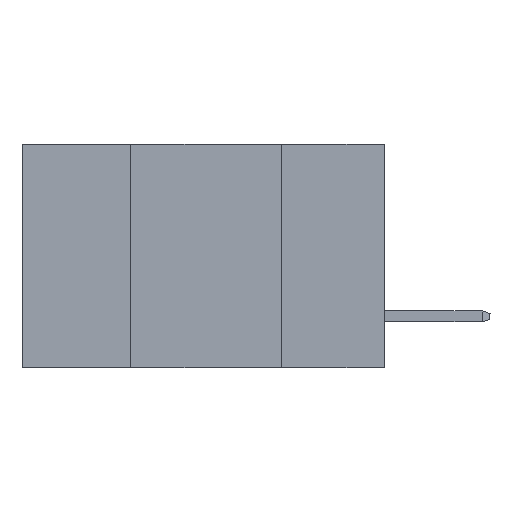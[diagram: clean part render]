
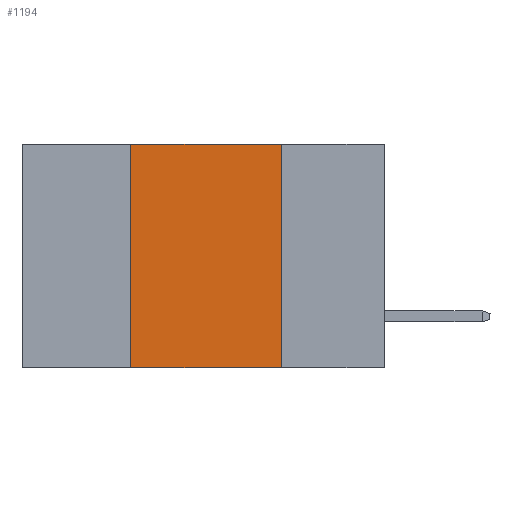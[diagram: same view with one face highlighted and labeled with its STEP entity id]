
A CAD part, left-side view. The second image highlights one B-rep face of the part: STEP entity #1194.
In plain terms, the highlighted planar face has unit normal (-1, 0, 0).
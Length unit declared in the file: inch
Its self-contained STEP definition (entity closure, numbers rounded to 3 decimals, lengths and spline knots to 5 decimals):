
#486 = CARTESIAN_POINT ( 'NONE',  ( 0., 0.6, 0. ) ) ;
#947 = VERTEX_POINT ( 'NONE', #13272 ) ;
#1186 = CARTESIAN_POINT ( 'NONE',  ( 0., 0.42, -0.37 ) ) ;
#1194 = ADVANCED_FACE ( 'NONE', ( #16728 ), #20606, .F. ) ;
#1523 = VERTEX_POINT ( 'NONE', #16562 ) ;
#1951 = VECTOR ( 'NONE', #2111, 39.37008 ) ;
#2111 = DIRECTION ( 'NONE',  ( 0., -1., 0. ) ) ;
#2734 = ORIENTED_EDGE ( 'NONE', *, *, #7067, .F. ) ;
#2924 = VECTOR ( 'NONE', #11572, 39.37008 ) ;
#3579 = CARTESIAN_POINT ( 'NONE',  ( 0., 0.17, -0.37 ) ) ;
#6766 = EDGE_LOOP ( 'NONE', ( #14646, #2734, #10391, #11657 ) ) ;
#7067 = EDGE_CURVE ( 'NONE', #20258, #947, #22471, .T. ) ;
#7391 = DIRECTION ( 'NONE',  ( 0., 0., -1. ) ) ;
#7444 = CARTESIAN_POINT ( 'NONE',  ( 0., 0.6, 0. ) ) ;
#7673 = CARTESIAN_POINT ( 'NONE',  ( 0., 0.42, 0. ) ) ;
#7892 = DIRECTION ( 'NONE',  ( 0., 0., -1. ) ) ;
#9036 = AXIS2_PLACEMENT_3D ( 'NONE', #486, #17084, #7892 ) ;
#9125 = EDGE_CURVE ( 'NONE', #947, #1523, #13343, .T. ) ;
#10391 = ORIENTED_EDGE ( 'NONE', *, *, #22519, .F. ) ;
#11440 = CARTESIAN_POINT ( 'NONE',  ( 0., 0.6, -0.37 ) ) ;
#11446 = VECTOR ( 'NONE', #7391, 39.37008 ) ;
#11572 = DIRECTION ( 'NONE',  ( 0., -1., 0. ) ) ;
#11657 = ORIENTED_EDGE ( 'NONE', *, *, #20347, .T. ) ;
#12126 = LINE ( 'NONE', #11440, #2924 ) ;
#13272 = CARTESIAN_POINT ( 'NONE',  ( 0., 0.17, 0. ) ) ;
#13343 = LINE ( 'NONE', #3579, #11446 ) ;
#14646 = ORIENTED_EDGE ( 'NONE', *, *, #9125, .F. ) ;
#16562 = CARTESIAN_POINT ( 'NONE',  ( 0., 0.17, -0.37 ) ) ;
#16728 = FACE_OUTER_BOUND ( 'NONE', #6766, .T. ) ;
#17084 = DIRECTION ( 'NONE',  ( 1., 0., 0. ) ) ;
#19567 = VECTOR ( 'NONE', #21440, 39.37008 ) ;
#20258 = VERTEX_POINT ( 'NONE', #7673 ) ;
#20347 = EDGE_CURVE ( 'NONE', #22171, #1523, #12126, .T. ) ;
#20606 = PLANE ( 'NONE',  #9036 ) ;
#21312 = LINE ( 'NONE', #1186, #19567 ) ;
#21440 = DIRECTION ( 'NONE',  ( 0., 0., 1. ) ) ;
#22171 = VERTEX_POINT ( 'NONE', #23776 ) ;
#22471 = LINE ( 'NONE', #7444, #1951 ) ;
#22519 = EDGE_CURVE ( 'NONE', #22171, #20258, #21312, .T. ) ;
#23776 = CARTESIAN_POINT ( 'NONE',  ( 0., 0.42, -0.37 ) ) ;
